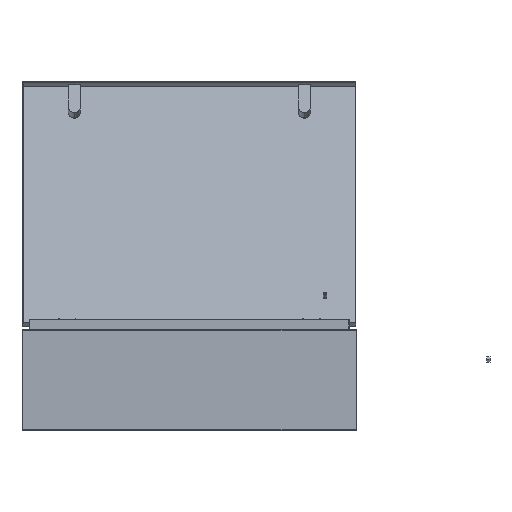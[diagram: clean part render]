
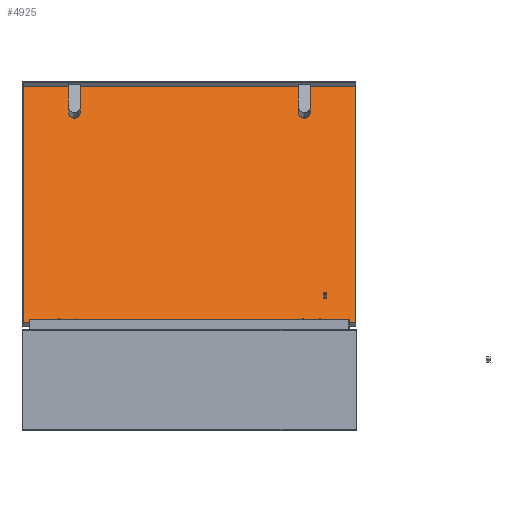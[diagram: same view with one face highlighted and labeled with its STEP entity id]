
A CAD part, left-side view. The second image highlights one B-rep face of the part: STEP entity #4925.
In plain terms, the highlighted face is planar.
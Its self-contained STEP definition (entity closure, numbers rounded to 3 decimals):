
#8 = ORIENTED_EDGE ( 'NONE', *, *, #2235, .F. ) ;
#31 = DIRECTION ( 'NONE',  ( 1., 0., 0. ) ) ;
#33 = AXIS2_PLACEMENT_3D ( 'NONE', #5597, #2385, #735 ) ;
#75 = CIRCLE ( 'NONE', #2088, 11.5 ) ;
#77 = CARTESIAN_POINT ( 'NONE',  ( -193.5, 223.5, -1. ) ) ;
#168 = EDGE_LOOP ( 'NONE', ( #4109, #6088, #5558, #8 ) ) ;
#238 = DIRECTION ( 'NONE',  ( 0., 0., 1. ) ) ;
#253 = VERTEX_POINT ( 'NONE', #4864 ) ;
#465 = FACE_BOUND ( 'NONE', #3528, .T. ) ;
#494 = AXIS2_PLACEMENT_3D ( 'NONE', #6074, #2885, #6574 ) ;
#506 = LINE ( 'NONE', #2845, #1266 ) ;
#513 = VECTOR ( 'NONE', #3046, 1000. ) ;
#534 = ORIENTED_EDGE ( 'NONE', *, *, #2329, .F. ) ;
#539 = VERTEX_POINT ( 'NONE', #2018 ) ;
#600 = CARTESIAN_POINT ( 'NONE',  ( -247.5, 322.5, -1. ) ) ;
#719 = LINE ( 'NONE', #4340, #6221 ) ;
#735 = DIRECTION ( 'NONE',  ( 1., 0., 0. ) ) ;
#819 = EDGE_CURVE ( 'NONE', #5985, #539, #2459, .T. ) ;
#841 = ORIENTED_EDGE ( 'NONE', *, *, #4874, .F. ) ;
#887 = DIRECTION ( 'NONE',  ( 1., 0., 0. ) ) ;
#892 = VERTEX_POINT ( 'NONE', #5074 ) ;
#955 = VERTEX_POINT ( 'NONE', #1363 ) ;
#1206 = CIRCLE ( 'NONE', #2313, 3. ) ;
#1266 = VECTOR ( 'NONE', #6464, 1000. ) ;
#1300 = EDGE_CURVE ( 'NONE', #892, #1466, #75, .T. ) ;
#1357 = EDGE_CURVE ( 'NONE', #3169, #3441, #719, .T. ) ;
#1363 = CARTESIAN_POINT ( 'NONE',  ( 191.5, -263.5, -1. ) ) ;
#1427 = ORIENTED_EDGE ( 'NONE', *, *, #4114, .T. ) ;
#1466 = VERTEX_POINT ( 'NONE', #3883 ) ;
#1524 = CIRCLE ( 'NONE', #494, 3. ) ;
#1900 = CARTESIAN_POINT ( 'NONE',  ( 0., -322.5, -1. ) ) ;
#1921 = CARTESIAN_POINT ( 'NONE',  ( 247.5, -322.5, -1. ) ) ;
#2018 = CARTESIAN_POINT ( 'NONE',  ( -205., -223.5, -1. ) ) ;
#2088 = AXIS2_PLACEMENT_3D ( 'NONE', #77, #4385, #3817 ) ;
#2113 = CARTESIAN_POINT ( 'NONE',  ( 188.5, -263.5, -1. ) ) ;
#2223 = VERTEX_POINT ( 'NONE', #1921 ) ;
#2235 = EDGE_CURVE ( 'NONE', #3441, #2223, #4451, .T. ) ;
#2312 = EDGE_CURVE ( 'NONE', #253, #3169, #6838, .T. ) ;
#2313 = AXIS2_PLACEMENT_3D ( 'NONE', #2113, #3193, #31 ) ;
#2329 = EDGE_CURVE ( 'NONE', #4177, #955, #1206, .T. ) ;
#2385 = DIRECTION ( 'NONE',  ( 0., 0., 1. ) ) ;
#2459 = CIRCLE ( 'NONE', #3414, 11.5 ) ;
#2578 = ORIENTED_EDGE ( 'NONE', *, *, #5854, .T. ) ;
#2845 = CARTESIAN_POINT ( 'NONE',  ( 247.5, 0., -1. ) ) ;
#2885 = DIRECTION ( 'NONE',  ( 0., 0., -1. ) ) ;
#2907 = EDGE_LOOP ( 'NONE', ( #841, #534 ) ) ;
#3046 = DIRECTION ( 'NONE',  ( 1., 0., 0. ) ) ;
#3132 = FACE_BOUND ( 'NONE', #3170, .T. ) ;
#3169 = VERTEX_POINT ( 'NONE', #600 ) ;
#3170 = EDGE_LOOP ( 'NONE', ( #2578, #4666 ) ) ;
#3193 = DIRECTION ( 'NONE',  ( 0., 0., -1. ) ) ;
#3298 = DIRECTION ( 'NONE',  ( 0., -1., 0. ) ) ;
#3399 = CARTESIAN_POINT ( 'NONE',  ( -193.5, -223.5, -1. ) ) ;
#3414 = AXIS2_PLACEMENT_3D ( 'NONE', #6610, #238, #5646 ) ;
#3422 = CARTESIAN_POINT ( 'NONE',  ( -182., -223.5, -1. ) ) ;
#3441 = VERTEX_POINT ( 'NONE', #5581 ) ;
#3483 = AXIS2_PLACEMENT_3D ( 'NONE', #4650, #5677, #887 ) ;
#3528 = EDGE_LOOP ( 'NONE', ( #4901, #1427 ) ) ;
#3817 = DIRECTION ( 'NONE',  ( 1., 0., 0. ) ) ;
#3846 = VECTOR ( 'NONE', #6361, 1000. ) ;
#3883 = CARTESIAN_POINT ( 'NONE',  ( -182., 223.5, -1. ) ) ;
#4109 = ORIENTED_EDGE ( 'NONE', *, *, #1357, .F. ) ;
#4114 = EDGE_CURVE ( 'NONE', #539, #5985, #5259, .T. ) ;
#4177 = VERTEX_POINT ( 'NONE', #5007 ) ;
#4340 = CARTESIAN_POINT ( 'NONE',  ( -247.5, 0., -1. ) ) ;
#4385 = DIRECTION ( 'NONE',  ( 0., 0., 1. ) ) ;
#4447 = DIRECTION ( 'NONE',  ( 1., 0., 0. ) ) ;
#4451 = LINE ( 'NONE', #1900, #513 ) ;
#4644 = CARTESIAN_POINT ( 'NONE',  ( 0., 322.5, -1. ) ) ;
#4650 = CARTESIAN_POINT ( 'NONE',  ( 0., 0., -1. ) ) ;
#4666 = ORIENTED_EDGE ( 'NONE', *, *, #1300, .T. ) ;
#4864 = CARTESIAN_POINT ( 'NONE',  ( 247.5, 322.5, -1. ) ) ;
#4874 = EDGE_CURVE ( 'NONE', #955, #4177, #1524, .T. ) ;
#4901 = ORIENTED_EDGE ( 'NONE', *, *, #819, .T. ) ;
#4925 = ADVANCED_FACE ( 'NONE', ( #465, #3132, #5580, #6624 ), #6198, .F. ) ;
#5007 = CARTESIAN_POINT ( 'NONE',  ( 185.5, -263.5, -1. ) ) ;
#5074 = CARTESIAN_POINT ( 'NONE',  ( -205., 223.5, -1. ) ) ;
#5259 = CIRCLE ( 'NONE', #6641, 11.5 ) ;
#5558 = ORIENTED_EDGE ( 'NONE', *, *, #6639, .F. ) ;
#5580 = FACE_OUTER_BOUND ( 'NONE', #168, .T. ) ;
#5581 = CARTESIAN_POINT ( 'NONE',  ( -247.5, -322.5, -1. ) ) ;
#5597 = CARTESIAN_POINT ( 'NONE',  ( -193.5, 223.5, -1. ) ) ;
#5646 = DIRECTION ( 'NONE',  ( 1., 0., 0. ) ) ;
#5677 = DIRECTION ( 'NONE',  ( 0., 0., 1. ) ) ;
#5854 = EDGE_CURVE ( 'NONE', #1466, #892, #5966, .T. ) ;
#5966 = CIRCLE ( 'NONE', #33, 11.5 ) ;
#5985 = VERTEX_POINT ( 'NONE', #3422 ) ;
#6074 = CARTESIAN_POINT ( 'NONE',  ( 188.5, -263.5, -1. ) ) ;
#6088 = ORIENTED_EDGE ( 'NONE', *, *, #2312, .F. ) ;
#6109 = DIRECTION ( 'NONE',  ( 0., 0., 1. ) ) ;
#6198 = PLANE ( 'NONE',  #3483 ) ;
#6221 = VECTOR ( 'NONE', #3298, 1000. ) ;
#6361 = DIRECTION ( 'NONE',  ( -1., 0., 0. ) ) ;
#6464 = DIRECTION ( 'NONE',  ( 0., 1., 0. ) ) ;
#6574 = DIRECTION ( 'NONE',  ( 1., 0., 0. ) ) ;
#6610 = CARTESIAN_POINT ( 'NONE',  ( -193.5, -223.5, -1. ) ) ;
#6624 = FACE_BOUND ( 'NONE', #2907, .T. ) ;
#6639 = EDGE_CURVE ( 'NONE', #2223, #253, #506, .T. ) ;
#6641 = AXIS2_PLACEMENT_3D ( 'NONE', #3399, #6109, #4447 ) ;
#6838 = LINE ( 'NONE', #4644, #3846 ) ;
